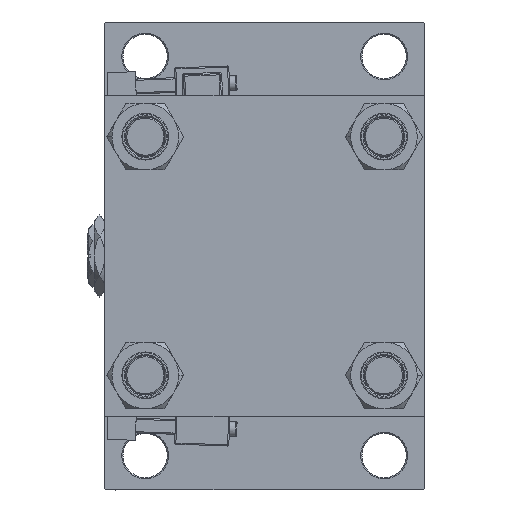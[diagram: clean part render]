
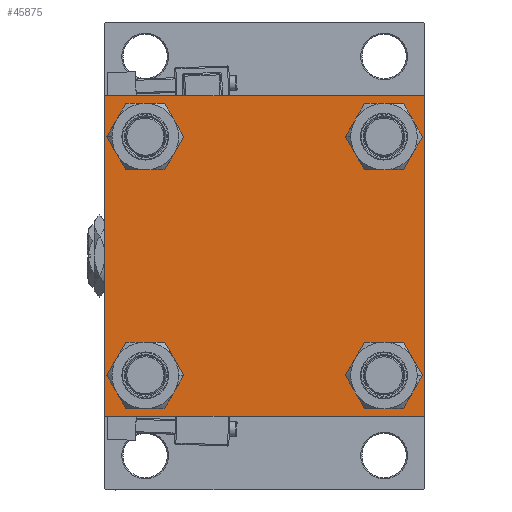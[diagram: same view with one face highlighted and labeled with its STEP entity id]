
A CAD part, left-side view. The second image highlights one B-rep face of the part: STEP entity #45875.
In plain terms, the highlighted planar face has unit normal (-1, 0, 0).
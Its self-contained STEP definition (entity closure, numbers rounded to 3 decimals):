
#529 = EDGE_CURVE ( 'NONE', #11117, #38693, #16423, .T. ) ;
#888 = VERTEX_POINT ( 'NONE', #6019 ) ;
#1013 = DIRECTION ( 'NONE',  ( 0., -1., 0. ) ) ;
#1196 = ORIENTED_EDGE ( 'NONE', *, *, #14283, .T. ) ;
#1259 = AXIS2_PLACEMENT_3D ( 'NONE', #40764, #4750, #44453 ) ;
#1306 = FACE_OUTER_BOUND ( 'NONE', #30090, .T. ) ;
#1829 = DIRECTION ( 'NONE',  ( 0., 0., 1. ) ) ;
#1969 = EDGE_CURVE ( 'NONE', #19645, #13787, #16518, .T. ) ;
#2712 = CARTESIAN_POINT ( 'NONE',  ( 0., -65., 64.5 ) ) ;
#2784 = CARTESIAN_POINT ( 'NONE',  ( 0., -64.5, 65. ) ) ;
#2974 = CARTESIAN_POINT ( 'NONE',  ( 0., 48.45, 48.45 ) ) ;
#3071 = VERTEX_POINT ( 'NONE', #25302 ) ;
#3191 = ORIENTED_EDGE ( 'NONE', *, *, #23954, .F. ) ;
#3253 = ORIENTED_EDGE ( 'NONE', *, *, #46688, .T. ) ;
#3415 = ORIENTED_EDGE ( 'NONE', *, *, #12950, .T. ) ;
#3442 = ORIENTED_EDGE ( 'NONE', *, *, #24109, .T. ) ;
#3452 = LINE ( 'NONE', #35014, #39439 ) ;
#3581 = EDGE_CURVE ( 'NONE', #23226, #41457, #9077, .T. ) ;
#3774 = DIRECTION ( 'NONE',  ( 1., 0., 0. ) ) ;
#3933 = EDGE_CURVE ( 'NONE', #13787, #19645, #41107, .T. ) ;
#3971 = CARTESIAN_POINT ( 'NONE',  ( 0., -64.5, -65. ) ) ;
#3992 = EDGE_CURVE ( 'NONE', #16865, #34872, #3452, .T. ) ;
#4750 = DIRECTION ( 'NONE',  ( 1., 0., 0. ) ) ;
#5515 = CARTESIAN_POINT ( 'NONE',  ( 0., 0., 0. ) ) ;
#5555 = DIRECTION ( 'NONE',  ( 1., 0., 0. ) ) ;
#5836 = EDGE_CURVE ( 'NONE', #10603, #3071, #30281, .T. ) ;
#6019 = CARTESIAN_POINT ( 'NONE',  ( 0., -48.45, -56.95 ) ) ;
#6393 = DIRECTION ( 'NONE',  ( 0., 0., -1. ) ) ;
#6457 = ORIENTED_EDGE ( 'NONE', *, *, #3992, .T. ) ;
#6897 = CIRCLE ( 'NONE', #37123, 8.5 ) ;
#6913 = EDGE_LOOP ( 'NONE', ( #1196, #3415 ) ) ;
#7604 = CARTESIAN_POINT ( 'NONE',  ( 0., 48.45, -56.95 ) ) ;
#7870 = VECTOR ( 'NONE', #28360, 1000. ) ;
#8012 = CARTESIAN_POINT ( 'NONE',  ( 0., -64.75, 64.75 ) ) ;
#8046 = DIRECTION ( 'NONE',  ( 0., 0.707, -0.707 ) ) ;
#8214 = CARTESIAN_POINT ( 'NONE',  ( 0., -65., 65. ) ) ;
#8337 = EDGE_CURVE ( 'NONE', #23226, #38693, #13641, .T. ) ;
#8346 = CARTESIAN_POINT ( 'NONE',  ( 0., 65., -65. ) ) ;
#8758 = CARTESIAN_POINT ( 'NONE',  ( 0., -48.45, 48.45 ) ) ;
#8905 = CARTESIAN_POINT ( 'NONE',  ( 0., -64.75, -64.75 ) ) ;
#8992 = EDGE_LOOP ( 'NONE', ( #41135, #40486 ) ) ;
#9077 = LINE ( 'NONE', #47980, #26982 ) ;
#9291 = AXIS2_PLACEMENT_3D ( 'NONE', #2974, #51578, #19013 ) ;
#9846 = ORIENTED_EDGE ( 'NONE', *, *, #41026, .T. ) ;
#10328 = LINE ( 'NONE', #25324, #15894 ) ;
#10603 = VERTEX_POINT ( 'NONE', #28787 ) ;
#11019 = CARTESIAN_POINT ( 'NONE',  ( 0., -48.45, -39.95 ) ) ;
#11117 = VERTEX_POINT ( 'NONE', #2712 ) ;
#12217 = DIRECTION ( 'NONE',  ( 0., 0.707, 0.707 ) ) ;
#12423 = CARTESIAN_POINT ( 'NONE',  ( 0., -48.45, -48.45 ) ) ;
#12755 = VERTEX_POINT ( 'NONE', #31507 ) ;
#12950 = EDGE_CURVE ( 'NONE', #29690, #12755, #6897, .T. ) ;
#13299 = EDGE_LOOP ( 'NONE', ( #46080, #42077 ) ) ;
#13549 = VERTEX_POINT ( 'NONE', #11019 ) ;
#13641 = LINE ( 'NONE', #33087, #18463 ) ;
#13716 = CARTESIAN_POINT ( 'NONE',  ( 0., -48.45, 48.45 ) ) ;
#13787 = VERTEX_POINT ( 'NONE', #24608 ) ;
#14058 = CARTESIAN_POINT ( 'NONE',  ( 0., 48.45, -48.45 ) ) ;
#14283 = EDGE_CURVE ( 'NONE', #12755, #29690, #41365, .T. ) ;
#14639 = CARTESIAN_POINT ( 'NONE',  ( 0., 48.45, 48.45 ) ) ;
#14737 = ORIENTED_EDGE ( 'NONE', *, *, #3581, .T. ) ;
#15488 = EDGE_CURVE ( 'NONE', #47945, #49582, #16026, .T. ) ;
#15894 = VECTOR ( 'NONE', #6393, 1000. ) ;
#16026 = LINE ( 'NONE', #8905, #7870 ) ;
#16423 = LINE ( 'NONE', #8012, #33345 ) ;
#16518 = CIRCLE ( 'NONE', #51763, 8.5 ) ;
#16865 = VERTEX_POINT ( 'NONE', #44537 ) ;
#17028 = CARTESIAN_POINT ( 'NONE',  ( 0., 64.5, -65. ) ) ;
#18065 = AXIS2_PLACEMENT_3D ( 'NONE', #5515, #37067, #1829 ) ;
#18463 = VECTOR ( 'NONE', #1013, 1000. ) ;
#18467 = AXIS2_PLACEMENT_3D ( 'NONE', #8758, #3774, #24793 ) ;
#18721 = AXIS2_PLACEMENT_3D ( 'NONE', #23709, #51551, #38704 ) ;
#18841 = DIRECTION ( 'NONE',  ( 0., 0., 1. ) ) ;
#19013 = DIRECTION ( 'NONE',  ( 0., 0., 1. ) ) ;
#19521 = CARTESIAN_POINT ( 'NONE',  ( 0., -65., -64.5 ) ) ;
#19645 = VERTEX_POINT ( 'NONE', #30120 ) ;
#20302 = DIRECTION ( 'NONE',  ( 0., 0., -1. ) ) ;
#20663 = AXIS2_PLACEMENT_3D ( 'NONE', #14639, #50103, #18841 ) ;
#21597 = DIRECTION ( 'NONE',  ( 0., 0., 1. ) ) ;
#23226 = VERTEX_POINT ( 'NONE', #37294 ) ;
#23709 = CARTESIAN_POINT ( 'NONE',  ( 0., 48.45, -48.45 ) ) ;
#23828 = ORIENTED_EDGE ( 'NONE', *, *, #529, .T. ) ;
#23954 = EDGE_CURVE ( 'NONE', #11117, #49582, #32394, .T. ) ;
#24109 = EDGE_CURVE ( 'NONE', #34872, #47945, #50490, .T. ) ;
#24194 = EDGE_LOOP ( 'NONE', ( #9846, #3253 ) ) ;
#24403 = EDGE_CURVE ( 'NONE', #3071, #10603, #30755, .T. ) ;
#24608 = CARTESIAN_POINT ( 'NONE',  ( 0., -48.45, 56.95 ) ) ;
#24793 = DIRECTION ( 'NONE',  ( 0., 0., 1. ) ) ;
#24993 = FACE_BOUND ( 'NONE', #13299, .T. ) ;
#25302 = CARTESIAN_POINT ( 'NONE',  ( 0., 48.45, 39.95 ) ) ;
#25324 = CARTESIAN_POINT ( 'NONE',  ( 0., 65., 65. ) ) ;
#25506 = PLANE ( 'NONE',  #18065 ) ;
#25649 = VECTOR ( 'NONE', #20302, 1000. ) ;
#26607 = DIRECTION ( 'NONE',  ( 0., -0.707, -0.707 ) ) ;
#26982 = VECTOR ( 'NONE', #8046, 1000. ) ;
#28360 = DIRECTION ( 'NONE',  ( 0., -0.707, 0.707 ) ) ;
#28507 = ORIENTED_EDGE ( 'NONE', *, *, #8337, .F. ) ;
#28787 = CARTESIAN_POINT ( 'NONE',  ( 0., 48.45, 56.95 ) ) ;
#29005 = CIRCLE ( 'NONE', #1259, 8.5 ) ;
#29019 = VECTOR ( 'NONE', #43590, 1000. ) ;
#29440 = FACE_BOUND ( 'NONE', #24194, .T. ) ;
#29553 = DIRECTION ( 'NONE',  ( 1., 0., 0. ) ) ;
#29690 = VERTEX_POINT ( 'NONE', #7604 ) ;
#29704 = FACE_BOUND ( 'NONE', #6913, .T. ) ;
#30090 = EDGE_LOOP ( 'NONE', ( #47979, #6457, #3442, #40908, #3191, #23828, #28507, #14737 ) ) ;
#30120 = CARTESIAN_POINT ( 'NONE',  ( 0., -48.45, 39.95 ) ) ;
#30281 = CIRCLE ( 'NONE', #9291, 8.5 ) ;
#30299 = EDGE_CURVE ( 'NONE', #41457, #16865, #10328, .T. ) ;
#30755 = CIRCLE ( 'NONE', #20663, 8.5 ) ;
#31507 = CARTESIAN_POINT ( 'NONE',  ( 0., 48.45, -39.95 ) ) ;
#32394 = LINE ( 'NONE', #8214, #25649 ) ;
#32869 = FACE_BOUND ( 'NONE', #8992, .T. ) ;
#33087 = CARTESIAN_POINT ( 'NONE',  ( 0., 65., 65. ) ) ;
#33345 = VECTOR ( 'NONE', #12217, 1000. ) ;
#33558 = CARTESIAN_POINT ( 'NONE',  ( 0., 65., 64.5 ) ) ;
#33814 = AXIS2_PLACEMENT_3D ( 'NONE', #12423, #43453, #48146 ) ;
#34872 = VERTEX_POINT ( 'NONE', #17028 ) ;
#35014 = CARTESIAN_POINT ( 'NONE',  ( 0., 64.75, -64.75 ) ) ;
#37067 = DIRECTION ( 'NONE',  ( -1., 0., 0. ) ) ;
#37123 = AXIS2_PLACEMENT_3D ( 'NONE', #14058, #29553, #45579 ) ;
#37294 = CARTESIAN_POINT ( 'NONE',  ( 0., 64.5, 65. ) ) ;
#38693 = VERTEX_POINT ( 'NONE', #2784 ) ;
#38704 = DIRECTION ( 'NONE',  ( 0., 0., 1. ) ) ;
#39439 = VECTOR ( 'NONE', #26607, 1000. ) ;
#40486 = ORIENTED_EDGE ( 'NONE', *, *, #1969, .T. ) ;
#40764 = CARTESIAN_POINT ( 'NONE',  ( 0., -48.45, -48.45 ) ) ;
#40908 = ORIENTED_EDGE ( 'NONE', *, *, #15488, .T. ) ;
#41026 = EDGE_CURVE ( 'NONE', #13549, #888, #50580, .T. ) ;
#41107 = CIRCLE ( 'NONE', #18467, 8.5 ) ;
#41135 = ORIENTED_EDGE ( 'NONE', *, *, #3933, .T. ) ;
#41365 = CIRCLE ( 'NONE', #18721, 8.5 ) ;
#41457 = VERTEX_POINT ( 'NONE', #33558 ) ;
#42077 = ORIENTED_EDGE ( 'NONE', *, *, #24403, .T. ) ;
#43453 = DIRECTION ( 'NONE',  ( 1., 0., 0. ) ) ;
#43590 = DIRECTION ( 'NONE',  ( 0., -1., 0. ) ) ;
#44453 = DIRECTION ( 'NONE',  ( 0., 0., 1. ) ) ;
#44537 = CARTESIAN_POINT ( 'NONE',  ( 0., 65., -64.5 ) ) ;
#45579 = DIRECTION ( 'NONE',  ( 0., 0., 1. ) ) ;
#45875 = ADVANCED_FACE ( 'NONE', ( #32869, #29440, #29704, #24993, #1306 ), #25506, .T. ) ;
#46080 = ORIENTED_EDGE ( 'NONE', *, *, #5836, .T. ) ;
#46688 = EDGE_CURVE ( 'NONE', #888, #13549, #29005, .T. ) ;
#47945 = VERTEX_POINT ( 'NONE', #3971 ) ;
#47979 = ORIENTED_EDGE ( 'NONE', *, *, #30299, .T. ) ;
#47980 = CARTESIAN_POINT ( 'NONE',  ( 0., 64.75, 64.75 ) ) ;
#48146 = DIRECTION ( 'NONE',  ( 0., 0., 1. ) ) ;
#49582 = VERTEX_POINT ( 'NONE', #19521 ) ;
#50103 = DIRECTION ( 'NONE',  ( 1., 0., 0. ) ) ;
#50490 = LINE ( 'NONE', #8346, #29019 ) ;
#50580 = CIRCLE ( 'NONE', #33814, 8.5 ) ;
#51551 = DIRECTION ( 'NONE',  ( 1., 0., 0. ) ) ;
#51578 = DIRECTION ( 'NONE',  ( 1., 0., 0. ) ) ;
#51763 = AXIS2_PLACEMENT_3D ( 'NONE', #13716, #5555, #21597 ) ;
